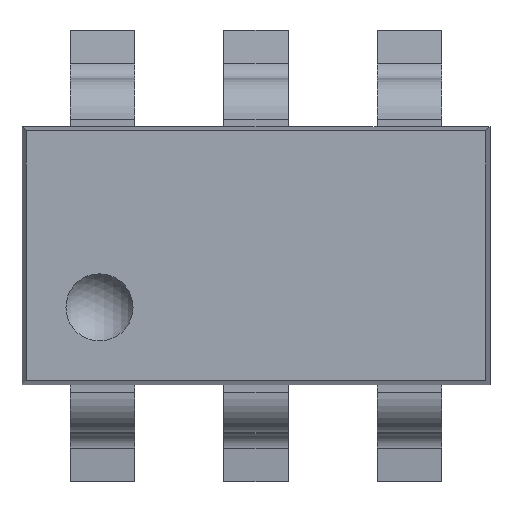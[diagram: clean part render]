
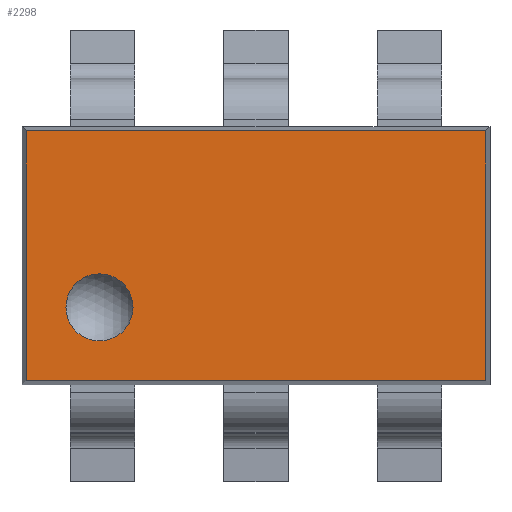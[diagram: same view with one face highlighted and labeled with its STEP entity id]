
A CAD part, top view. The second image highlights one B-rep face of the part: STEP entity #2298.
In plain terms, the highlighted planar face has unit normal (0, 0, 1).
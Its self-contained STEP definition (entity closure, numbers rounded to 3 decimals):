
#121 = CIRCLE ( 'NONE', #827, 0.208 ) ;
#154 = ORIENTED_EDGE ( 'NONE', *, *, #3220, .T. ) ;
#174 = CARTESIAN_POINT ( 'NONE',  ( -1.424, 0.774, 1. ) ) ;
#235 = VECTOR ( 'NONE', #1425, 1000. ) ;
#285 = CARTESIAN_POINT ( 'NONE',  ( 1.45, -0.774, 1. ) ) ;
#289 = DIRECTION ( 'NONE',  ( 0., 1., 0. ) ) ;
#300 = LINE ( 'NONE', #1415, #235 ) ;
#338 = VERTEX_POINT ( 'NONE', #1887 ) ;
#434 = VERTEX_POINT ( 'NONE', #1493 ) ;
#474 = CARTESIAN_POINT ( 'NONE',  ( 1.424, 0.774, 1. ) ) ;
#538 = CARTESIAN_POINT ( 'NONE',  ( 1.424, 0.8, 1. ) ) ;
#552 = CARTESIAN_POINT ( 'NONE',  ( 1.45, 0.8, 1. ) ) ;
#609 = VECTOR ( 'NONE', #1488, 1000. ) ;
#665 = AXIS2_PLACEMENT_3D ( 'NONE', #552, #2374, #826 ) ;
#756 = ORIENTED_EDGE ( 'NONE', *, *, #2933, .F. ) ;
#826 = DIRECTION ( 'NONE',  ( -1., 0., 0. ) ) ;
#827 = AXIS2_PLACEMENT_3D ( 'NONE', #1310, #3099, #1574 ) ;
#870 = EDGE_CURVE ( 'NONE', #2741, #2092, #1987, .T. ) ;
#961 = EDGE_LOOP ( 'NONE', ( #756 ) ) ;
#1056 = CARTESIAN_POINT ( 'NONE',  ( -1.424, -0.774, 1. ) ) ;
#1237 = EDGE_CURVE ( 'NONE', #338, #2741, #2787, .T. ) ;
#1310 = CARTESIAN_POINT ( 'NONE',  ( -0.97, -0.32, 1. ) ) ;
#1415 = CARTESIAN_POINT ( 'NONE',  ( -1.424, 0.8, 1. ) ) ;
#1425 = DIRECTION ( 'NONE',  ( 0., -1., 0. ) ) ;
#1488 = DIRECTION ( 'NONE',  ( -1., 0., 0. ) ) ;
#1489 = ORIENTED_EDGE ( 'NONE', *, *, #1237, .T. ) ;
#1493 = CARTESIAN_POINT ( 'NONE',  ( -1.178, -0.32, 1. ) ) ;
#1574 = DIRECTION ( 'NONE',  ( -1., 0., 0. ) ) ;
#1594 = EDGE_LOOP ( 'NONE', ( #1489, #2605, #154, #1684 ) ) ;
#1684 = ORIENTED_EDGE ( 'NONE', *, *, #2952, .T. ) ;
#1837 = VECTOR ( 'NONE', #2835, 1000. ) ;
#1885 = FACE_OUTER_BOUND ( 'NONE', #1594, .T. ) ;
#1887 = CARTESIAN_POINT ( 'NONE',  ( 1.424, -0.774, 1. ) ) ;
#1987 = LINE ( 'NONE', #2764, #609 ) ;
#2092 = VERTEX_POINT ( 'NONE', #174 ) ;
#2114 = VECTOR ( 'NONE', #289, 1000. ) ;
#2298 = ADVANCED_FACE ( 'NONE', ( #1885, #2583 ), #2363, .F. ) ;
#2363 = PLANE ( 'NONE',  #665 ) ;
#2374 = DIRECTION ( 'NONE',  ( 0., 0., -1. ) ) ;
#2583 = FACE_BOUND ( 'NONE', #961, .T. ) ;
#2605 = ORIENTED_EDGE ( 'NONE', *, *, #870, .T. ) ;
#2741 = VERTEX_POINT ( 'NONE', #474 ) ;
#2764 = CARTESIAN_POINT ( 'NONE',  ( 1.45, 0.774, 1. ) ) ;
#2787 = LINE ( 'NONE', #538, #2114 ) ;
#2835 = DIRECTION ( 'NONE',  ( 1., 0., 0. ) ) ;
#2933 = EDGE_CURVE ( 'NONE', #434, #434, #121, .T. ) ;
#2942 = VERTEX_POINT ( 'NONE', #1056 ) ;
#2952 = EDGE_CURVE ( 'NONE', #2942, #338, #3294, .T. ) ;
#3099 = DIRECTION ( 'NONE',  ( 0., 0., 1. ) ) ;
#3220 = EDGE_CURVE ( 'NONE', #2092, #2942, #300, .T. ) ;
#3294 = LINE ( 'NONE', #285, #1837 ) ;
